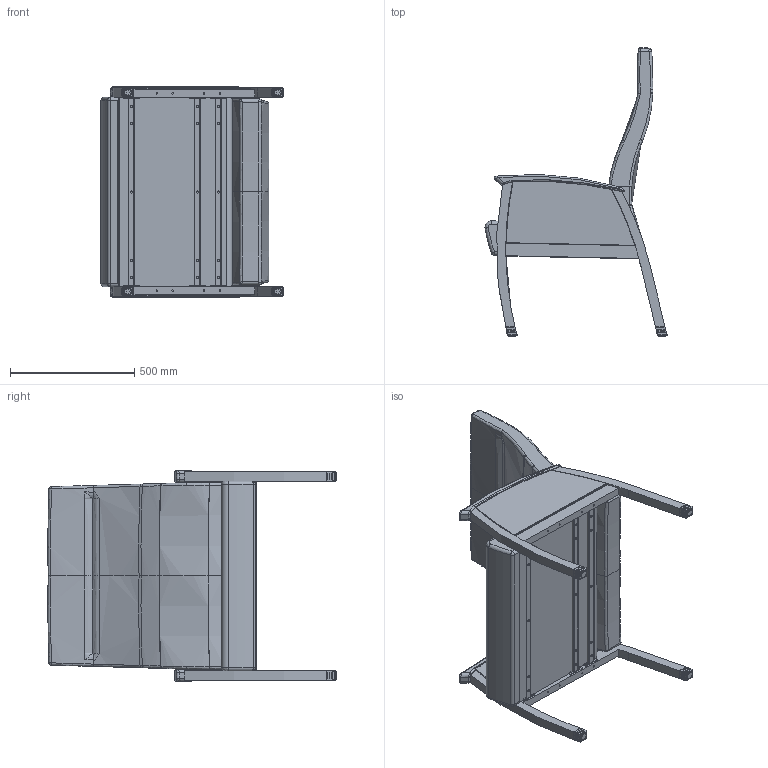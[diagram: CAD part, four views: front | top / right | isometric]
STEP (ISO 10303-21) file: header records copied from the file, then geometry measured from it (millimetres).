
FILE_DESCRIPTION(/* description */ (''),/* implementation_level */ '2;1');
FILE_NAME(/* name */ 'KOT10BHPU.stp',/* time_stamp */ '2016-10-24T15:52:13-04:00',/* author */ ('emerkel'),/* organization */ (''),/* preprocessor_version */ 'ST-DEVELOPER v16.5',/* originating_system */ 'Autodesk Inventor 2017',/* authorisation */ '');
FILE_SCHEMA (('AUTOMOTIVE_DESIGN { 1 0 10303 214 3 1 1 }'));
Products named in the file (13): KOT10BHPU & W; KOT ARML-1 BRZ; KOT ARMR-1 BRZ; KOT10-1 MAC BLK; KOT10B-1 USEAT; KOT10BH UBACK; STUBE1.5X30; TUBE1.5X30; STUBE PLT; UPANEL KOT10; LEG CAP KOL-1; LEG CAP KOL-1_1; GLD BLK 5-16
Assembly tree (20 placements, depth 3):
  KOT10BHPU & W
    KOT ARML-1 BRZ
    KOT ARMR-1 BRZ
    KOT10-1 MAC BLK  x2
    KOT10B-1 USEAT
    KOT10BH UBACK
    STUBE1.5X30  x3
      TUBE1.5X30
      STUBE PLT
    UPANEL KOT10  x2
    LEG CAP KOL-1  x4
      LEG CAP KOL-1_1
      GLD BLK 5-16
Bounding box: 732.23 x 1159.74 x 847.73 mm (x, y, z)
Volume: 110614508.2 mm3; surface area: 4536097.3 mm2
Topology: 29 solids, 37 shells, 3051 faces, 6557 edges, 3618 vertices
Faces by surface type: cylinder 1049, bspline 739, plane 631, torus 554, sphere 74, cone 4
Full cylindrical faces by diameter (mm): 6.35 x38, 6.528 x8, 7.137 x24, 7.925 x8, 8.738 x30, 9.906 x4, 11.989 x4, 31.75 x4
Entity records: 41449 total; most frequent: CARTESIAN_POINT 20339, ORIENTED_EDGE 4280, DIRECTION 4094, EDGE_CURVE 2142, AXIS2_PLACEMENT_3D 1701, VERTEX_POINT 1253, EDGE_LOOP 1167, FACE_OUTER_BOUND 1011
